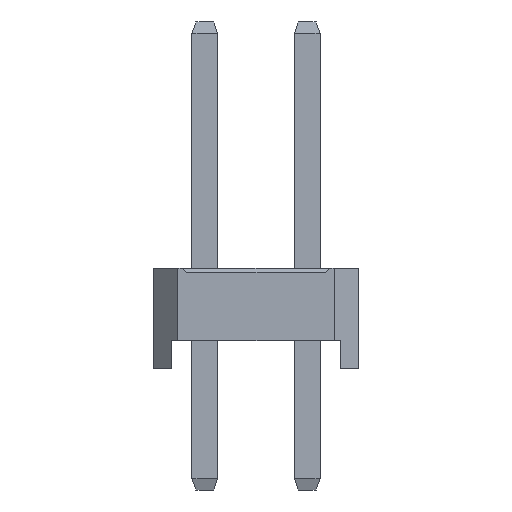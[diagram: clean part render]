
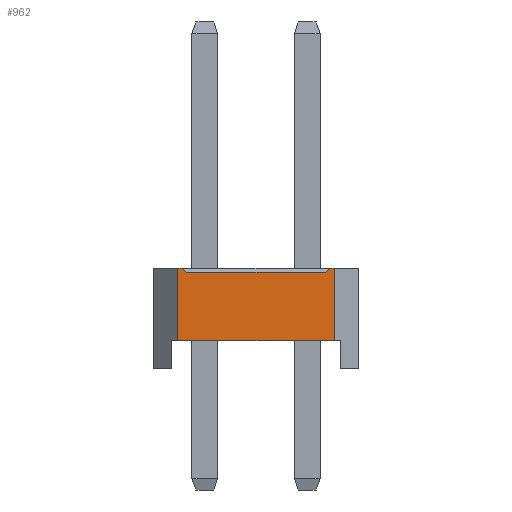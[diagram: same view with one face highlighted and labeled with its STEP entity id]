
A CAD part, left-side view. The second image highlights one B-rep face of the part: STEP entity #962.
In plain terms, the highlighted planar face has unit normal (-1, 0, 0).
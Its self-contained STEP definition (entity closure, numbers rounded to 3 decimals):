
#962=ADVANCED_FACE('',(#4104),#4106,.T.);
#4104=FACE_BOUND('',#4105,.T.);
#4105=EDGE_LOOP('',(#6577,#6578,#6579,#6580,#6581,#6582,#6583,#6584));
#4106=PLANE('',#4107);
#4107=AXIS2_PLACEMENT_3D('',#4108,#4109,#4110);
#4108=CARTESIAN_POINT('',(-1.27,3.21,0.));
#4109=DIRECTION('',(-1.,0.,0.));
#4110=DIRECTION('',(0.,-1.,0.));
#6577=ORIENTED_EDGE('',*,*,#8122,.F.);
#6578=ORIENTED_EDGE('',*,*,#8123,.T.);
#6579=ORIENTED_EDGE('',*,*,#8124,.F.);
#6580=ORIENTED_EDGE('',*,*,#7812,.F.);
#6581=ORIENTED_EDGE('',*,*,#8125,.F.);
#6582=ORIENTED_EDGE('',*,*,#7692,.T.);
#6583=ORIENTED_EDGE('',*,*,#8121,.T.);
#6584=ORIENTED_EDGE('',*,*,#7816,.F.);
#7692=EDGE_CURVE('',#8568,#8566,#8569,.T.);
#7812=EDGE_CURVE('',#8806,#8808,#8809,.T.);
#7816=EDGE_CURVE('',#8814,#8816,#8817,.T.);
#8121=EDGE_CURVE('',#8566,#8816,#9325,.T.);
#8122=EDGE_CURVE('',#9326,#8814,#9327,.F.);
#8123=EDGE_CURVE('',#9326,#9328,#9329,.T.);
#8124=EDGE_CURVE('',#8808,#9328,#9330,.F.);
#8125=EDGE_CURVE('',#8568,#8806,#9331,.T.);
#8566=VERTEX_POINT('',#9986);
#8568=VERTEX_POINT('',#9990);
#8569=LINE('',#9991,#9992);
#8806=VERTEX_POINT('',#10466);
#8808=VERTEX_POINT('',#10470);
#8809=LINE('',#10471,#10472);
#8814=VERTEX_POINT('',#10482);
#8816=VERTEX_POINT('',#10486);
#8817=LINE('',#10487,#10488);
#9325=LINE('',#11605,#11606);
#9326=VERTEX_POINT('',#11608);
#9327=LINE('',#11609,#11610);
#9328=VERTEX_POINT('',#11612);
#9329=LINE('',#11613,#11614);
#9330=LINE('',#11616,#11617);
#9331=LINE('',#11619,#11620);
#9986=CARTESIAN_POINT('',(-1.27,-0.67,0.7));
#9990=CARTESIAN_POINT('',(-1.27,3.21,0.7));
#9991=CARTESIAN_POINT('',(-1.27,3.21,0.7));
#9992=VECTOR('',#9993,1.);
#9993=DIRECTION('',(0.,-1.,0.));
#10466=CARTESIAN_POINT('',(-1.27,3.21,2.5));
#10470=CARTESIAN_POINT('',(-1.27,3.09,2.5));
#10471=CARTESIAN_POINT('',(-1.27,3.21,2.5));
#10472=VECTOR('',#10473,1.);
#10473=DIRECTION('',(0.,-1.,0.));
#10482=CARTESIAN_POINT('',(-1.27,-0.55,2.5));
#10486=CARTESIAN_POINT('',(-1.27,-0.67,2.5));
#10487=CARTESIAN_POINT('',(-1.27,-0.55,2.5));
#10488=VECTOR('',#10489,1.);
#10489=DIRECTION('',(0.,-1.,0.));
#11605=CARTESIAN_POINT('',(-1.27,-0.67,0.7));
#11606=VECTOR('',#11607,1.);
#11607=DIRECTION('',(0.,0.,1.));
#11608=CARTESIAN_POINT('',(-1.27,-0.45,2.4));
#11609=CARTESIAN_POINT('',(-1.27,-0.55,2.5));
#11610=VECTOR('',#11611,1.);
#11611=DIRECTION('',(0.,0.707,-0.707));
#11612=CARTESIAN_POINT('',(-1.27,2.99,2.4));
#11613=CARTESIAN_POINT('',(-1.27,-0.45,2.4));
#11614=VECTOR('',#11615,1.);
#11615=DIRECTION('',(0.,1.,0.));
#11616=CARTESIAN_POINT('',(-1.27,2.99,2.4));
#11617=VECTOR('',#11618,1.);
#11618=DIRECTION('',(0.,0.707,0.707));
#11619=CARTESIAN_POINT('',(-1.27,3.21,0.7));
#11620=VECTOR('',#11621,1.);
#11621=DIRECTION('',(0.,0.,1.));
